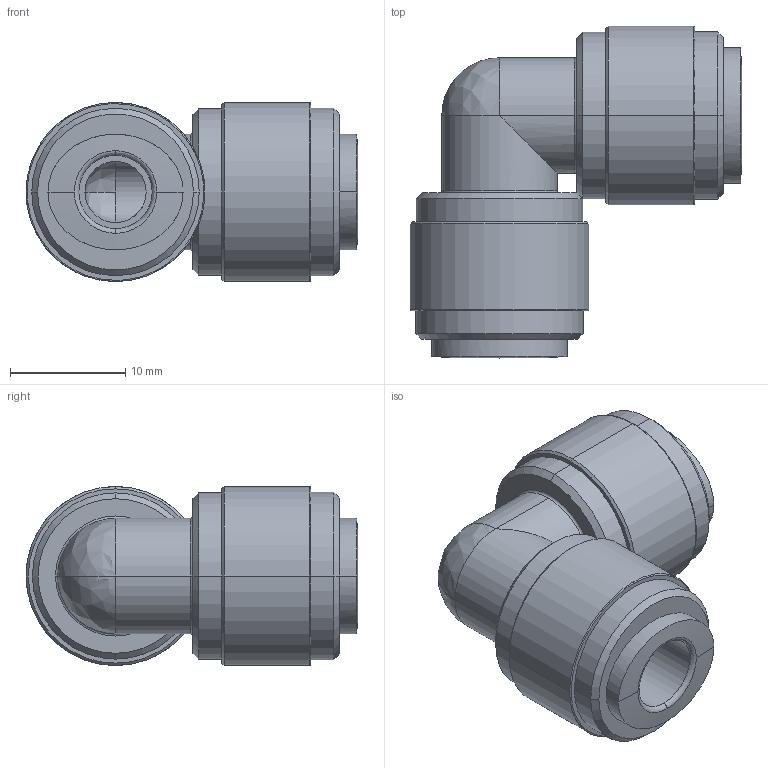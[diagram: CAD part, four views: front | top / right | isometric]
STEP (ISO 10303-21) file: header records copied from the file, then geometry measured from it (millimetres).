
FILE_DESCRIPTION (( 'STEP AP214' ), '1' );
FILE_NAME ('UL14-P.step', '2017-08-29T21:00:24', ( '' ), ( '' ), 'SwSTEP 2.0', 'SolidWorks 2017', '' );
FILE_SCHEMA (( 'AUTOMOTIVE_DESIGN' ));
Length unit declared in the file: inch
Products named in the file (1): UL14-P
Bounding box: 28.75 x 28.75 x 15.5 mm (x, y, z)
Volume: 4576.6 mm3; surface area: 2980.3 mm2
Topology: 1 solids, 1 shells, 70 faces, 156 edges, 92 vertices
Faces by surface type: cylinder 24, bspline 20, cone 12, plane 10, torus 4
Entity records: 3679 total; most frequent: CARTESIAN_POINT 2186, DIRECTION 306, ORIENTED_EDGE 304, EDGE_CURVE 152, AXIS2_PLACEMENT_3D 135, VERTEX_POINT 92, CIRCLE 84, EDGE_LOOP 80
